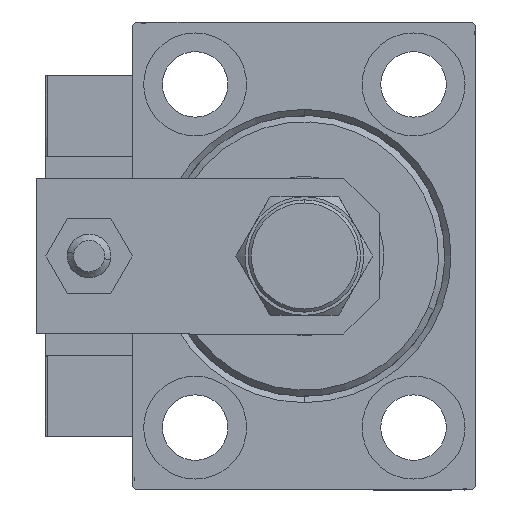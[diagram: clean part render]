
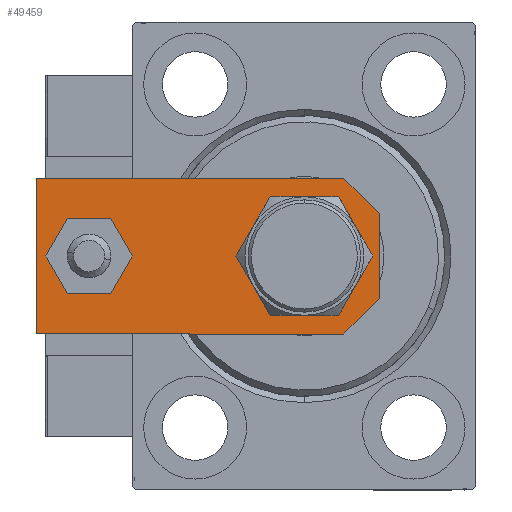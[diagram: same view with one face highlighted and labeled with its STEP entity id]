
A CAD part, left-side view. The second image highlights one B-rep face of the part: STEP entity #49459.
In plain terms, the highlighted face is planar.
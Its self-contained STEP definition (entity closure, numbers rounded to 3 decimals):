
#2067 = ORIENTED_EDGE ( 'NONE', *, *, #35533, .F. ) ;
#3026 = CARTESIAN_POINT ( 'NONE',  ( 12.5, 5.66, 6. ) ) ;
#3179 = EDGE_CURVE ( 'NONE', #8114, #46811, #42346, .T. ) ;
#3378 = VERTEX_POINT ( 'NONE', #5394 ) ;
#4028 = VECTOR ( 'NONE', #35249, 1000. ) ;
#4388 = CARTESIAN_POINT ( 'NONE',  ( 12.5, 55., 6. ) ) ;
#4518 = AXIS2_PLACEMENT_3D ( 'NONE', #6932, #11619, #22631 ) ;
#5356 = CARTESIAN_POINT ( 'NONE',  ( 6.84, 0., 6. ) ) ;
#5372 = DIRECTION ( 'NONE',  ( 0., 1., 0. ) ) ;
#5394 = CARTESIAN_POINT ( 'NONE',  ( 4., 46.5, 6. ) ) ;
#6932 = CARTESIAN_POINT ( 'NONE',  ( 0., 12., 6. ) ) ;
#7064 = CIRCLE ( 'NONE', #16233, 8.25 ) ;
#7581 = VERTEX_POINT ( 'NONE', #32177 ) ;
#8114 = VERTEX_POINT ( 'NONE', #4388 ) ;
#10065 = CARTESIAN_POINT ( 'NONE',  ( 12.5, 0., 6. ) ) ;
#10373 = CARTESIAN_POINT ( 'NONE',  ( -12.5, 0., 6. ) ) ;
#11424 = CARTESIAN_POINT ( 'NONE',  ( 0., 12., 6. ) ) ;
#11619 = DIRECTION ( 'NONE',  ( 0., 0., 1. ) ) ;
#12203 = VERTEX_POINT ( 'NONE', #3026 ) ;
#12342 = ORIENTED_EDGE ( 'NONE', *, *, #35152, .T. ) ;
#13046 = CARTESIAN_POINT ( 'NONE',  ( -12.5, 55., 6. ) ) ;
#13407 = VERTEX_POINT ( 'NONE', #5356 ) ;
#13516 = ORIENTED_EDGE ( 'NONE', *, *, #46983, .T. ) ;
#13607 = AXIS2_PLACEMENT_3D ( 'NONE', #42011, #13716, #33374 ) ;
#13716 = DIRECTION ( 'NONE',  ( 0., 0., 1. ) ) ;
#13798 = CARTESIAN_POINT ( 'NONE',  ( 8.25, 12., 6. ) ) ;
#14340 = EDGE_LOOP ( 'NONE', ( #42265, #47869 ) ) ;
#15118 = LINE ( 'NONE', #19062, #37379 ) ;
#15375 = ORIENTED_EDGE ( 'NONE', *, *, #34603, .T. ) ;
#16023 = FACE_BOUND ( 'NONE', #32861, .T. ) ;
#16233 = AXIS2_PLACEMENT_3D ( 'NONE', #11424, #51253, #43389 ) ;
#16262 = VERTEX_POINT ( 'NONE', #46431 ) ;
#17397 = LINE ( 'NONE', #10065, #19936 ) ;
#19045 = CARTESIAN_POINT ( 'NONE',  ( 12.5, 55., 6. ) ) ;
#19062 = CARTESIAN_POINT ( 'NONE',  ( 3.42, -3.42, 6. ) ) ;
#19164 = EDGE_LOOP ( 'NONE', ( #15375, #12342, #41760, #13516, #49908, #25992 ) ) ;
#19936 = VECTOR ( 'NONE', #5372, 1000. ) ;
#19975 = FACE_OUTER_BOUND ( 'NONE', #19164, .T. ) ;
#20113 = LINE ( 'NONE', #48897, #37062 ) ;
#20228 = CARTESIAN_POINT ( 'NONE',  ( 0., 0., 6. ) ) ;
#20307 = VERTEX_POINT ( 'NONE', #43071 ) ;
#20942 = CARTESIAN_POINT ( 'NONE',  ( 0., 46.5, 6. ) ) ;
#21396 = VECTOR ( 'NONE', #26369, 1000. ) ;
#22631 = DIRECTION ( 'NONE',  ( 1., 0., 0. ) ) ;
#22814 = VECTOR ( 'NONE', #30805, 1000. ) ;
#23895 = CARTESIAN_POINT ( 'NONE',  ( -6.84, 0., 6. ) ) ;
#24155 = PLANE ( 'NONE',  #29075 ) ;
#25683 = VERTEX_POINT ( 'NONE', #13798 ) ;
#25992 = ORIENTED_EDGE ( 'NONE', *, *, #3179, .T. ) ;
#26369 = DIRECTION ( 'NONE',  ( -1., 0., 0. ) ) ;
#26833 = VERTEX_POINT ( 'NONE', #23895 ) ;
#27083 = CIRCLE ( 'NONE', #4518, 8.25 ) ;
#27136 = ORIENTED_EDGE ( 'NONE', *, *, #27234, .F. ) ;
#27234 = EDGE_CURVE ( 'NONE', #16262, #3378, #29365, .T. ) ;
#28733 = DIRECTION ( 'NONE',  ( 0.707, -0.707, 0. ) ) ;
#29075 = AXIS2_PLACEMENT_3D ( 'NONE', #20228, #39091, #39867 ) ;
#29365 = CIRCLE ( 'NONE', #42750, 4. ) ;
#30805 = DIRECTION ( 'NONE',  ( 0., -1., 0. ) ) ;
#31485 = FACE_BOUND ( 'NONE', #14340, .T. ) ;
#32177 = CARTESIAN_POINT ( 'NONE',  ( -12.5, 5.66, 6. ) ) ;
#32861 = EDGE_LOOP ( 'NONE', ( #27136, #2067 ) ) ;
#33374 = DIRECTION ( 'NONE',  ( 1., 0., 0. ) ) ;
#34603 = EDGE_CURVE ( 'NONE', #46811, #7581, #38930, .T. ) ;
#35152 = EDGE_CURVE ( 'NONE', #7581, #26833, #20113, .T. ) ;
#35249 = DIRECTION ( 'NONE',  ( 1., 0., 0. ) ) ;
#35533 = EDGE_CURVE ( 'NONE', #3378, #16262, #36206, .T. ) ;
#35541 = DIRECTION ( 'NONE',  ( 0.707, 0.707, 0. ) ) ;
#36206 = CIRCLE ( 'NONE', #13607, 4. ) ;
#36504 = EDGE_CURVE ( 'NONE', #25683, #20307, #27083, .T. ) ;
#36915 = DIRECTION ( 'NONE',  ( 0., 0., 1. ) ) ;
#37062 = VECTOR ( 'NONE', #28733, 1000. ) ;
#37379 = VECTOR ( 'NONE', #35541, 1000. ) ;
#38138 = EDGE_CURVE ( 'NONE', #20307, #25683, #7064, .T. ) ;
#38672 = CARTESIAN_POINT ( 'NONE',  ( -12.5, 55., 6. ) ) ;
#38930 = LINE ( 'NONE', #38672, #22814 ) ;
#39091 = DIRECTION ( 'NONE',  ( 0., 0., 1. ) ) ;
#39867 = DIRECTION ( 'NONE',  ( 1., 0., 0. ) ) ;
#41760 = ORIENTED_EDGE ( 'NONE', *, *, #49987, .T. ) ;
#42011 = CARTESIAN_POINT ( 'NONE',  ( 0., 46.5, 6. ) ) ;
#42265 = ORIENTED_EDGE ( 'NONE', *, *, #38138, .F. ) ;
#42346 = LINE ( 'NONE', #19045, #21396 ) ;
#42750 = AXIS2_PLACEMENT_3D ( 'NONE', #20942, #36915, #48954 ) ;
#43071 = CARTESIAN_POINT ( 'NONE',  ( -8.25, 12., 6. ) ) ;
#43389 = DIRECTION ( 'NONE',  ( 1., 0., 0. ) ) ;
#46431 = CARTESIAN_POINT ( 'NONE',  ( -4., 46.5, 6. ) ) ;
#46811 = VERTEX_POINT ( 'NONE', #13046 ) ;
#46983 = EDGE_CURVE ( 'NONE', #13407, #12203, #15118, .T. ) ;
#47042 = LINE ( 'NONE', #10373, #4028 ) ;
#47869 = ORIENTED_EDGE ( 'NONE', *, *, #36504, .F. ) ;
#48897 = CARTESIAN_POINT ( 'NONE',  ( -3.42, -3.42, 6. ) ) ;
#48954 = DIRECTION ( 'NONE',  ( 1., 0., 0. ) ) ;
#49459 = ADVANCED_FACE ( 'NONE', ( #16023, #19975, #31485 ), #24155, .T. ) ;
#49908 = ORIENTED_EDGE ( 'NONE', *, *, #50997, .T. ) ;
#49987 = EDGE_CURVE ( 'NONE', #26833, #13407, #47042, .T. ) ;
#50997 = EDGE_CURVE ( 'NONE', #12203, #8114, #17397, .T. ) ;
#51253 = DIRECTION ( 'NONE',  ( 0., 0., 1. ) ) ;
